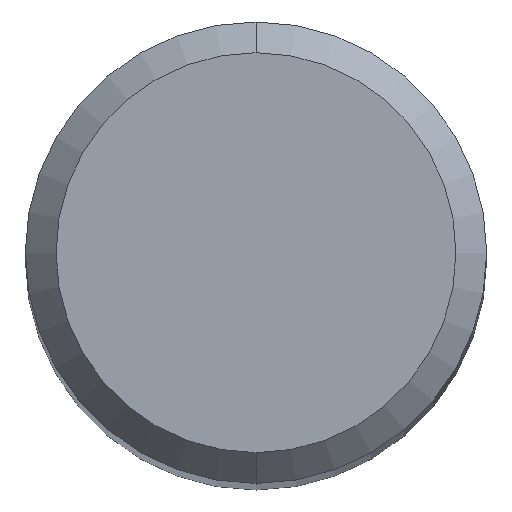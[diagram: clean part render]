
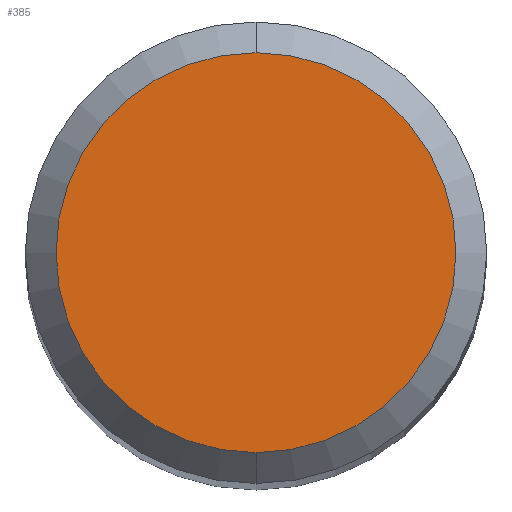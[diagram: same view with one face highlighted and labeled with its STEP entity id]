
A CAD part, top view. The second image highlights one B-rep face of the part: STEP entity #385.
In plain terms, the highlighted planar face has unit normal (0, 0, 1).
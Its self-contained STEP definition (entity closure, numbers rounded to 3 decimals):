
#313=EDGE_CURVE('',#427,#415,#632,.T.);
#385=ADVANCED_FACE('',(#708),#709,.T.);
#389=EDGE_CURVE('',#415,#427,#713,.T.);
#415=VERTEX_POINT('',#742);
#427=VERTEX_POINT('',#754);
#632=CIRCLE('',#1046,2.6);
#708=FACE_OUTER_BOUND('',#1261,.T.);
#709=PLANE('',#1262);
#713=CIRCLE('',#1267,2.6);
#742=CARTESIAN_POINT('',(0.0,2.6,0.0));
#754=CARTESIAN_POINT('',(0.,-2.6,0.0));
#1046=AXIS2_PLACEMENT_3D('',#1623,#1624,#1625);
#1261=EDGE_LOOP('',(#1693,#1694));
#1262=AXIS2_PLACEMENT_3D('',#1695,#1696,#1697);
#1267=AXIS2_PLACEMENT_3D('',#1698,#1699,#1700);
#1623=CARTESIAN_POINT('',(0.0,0.0,0.0));
#1624=DIRECTION('',(0.0,0.0,-1.0));
#1625=DIRECTION('',(0.0,1.0,0.0));
#1693=ORIENTED_EDGE('',*,*,#389,.F.);
#1694=ORIENTED_EDGE('',*,*,#313,.F.);
#1695=CARTESIAN_POINT('',(0.0,1.3,0.0));
#1696=DIRECTION('',(-0.0,0.0,1.0));
#1697=DIRECTION('',(0.0,-1.0,0.0));
#1698=CARTESIAN_POINT('',(0.0,0.0,0.0));
#1699=DIRECTION('',(0.0,0.0,-1.0));
#1700=DIRECTION('',(0.0,1.0,0.0));
